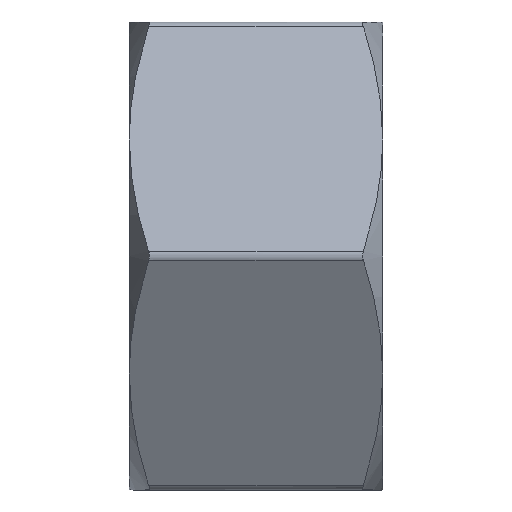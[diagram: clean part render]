
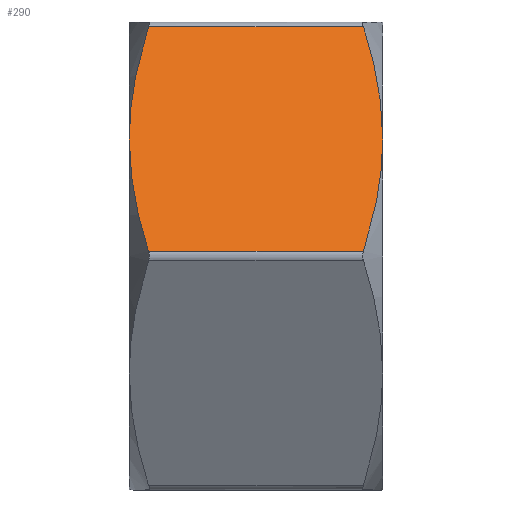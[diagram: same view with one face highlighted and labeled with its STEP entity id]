
A CAD part, left-side view. The second image highlights one B-rep face of the part: STEP entity #290.
In plain terms, the highlighted planar face has unit normal (-0.866, 0, 0.5).
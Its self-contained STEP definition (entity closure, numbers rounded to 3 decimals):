
#49 = DIRECTION ( 'NONE',  ( -0.5, 0., -0.866 ) ) ;
#134 = VERTEX_POINT ( 'NONE', #13935 ) ;
#290 = ADVANCED_FACE ( 'NONE', ( #16281 ), #14308, .F. ) ;
#462 = CARTESIAN_POINT ( 'NONE',  ( -12.621, -6.063, 2.139 ) ) ;
#521 = CARTESIAN_POINT ( 'NONE',  ( -9.269, 6.406, 7.946 ) ) ;
#799 = LINE ( 'NONE', #12406, #8324 ) ;
#1264 = CARTESIAN_POINT ( 'NONE',  ( -10.111, -6.5, 6.488 ) ) ;
#1935 = EDGE_CURVE ( 'NONE', #13882, #134, #10564, .T. ) ;
#1972 = CARTESIAN_POINT ( 'NONE',  ( -12.624, 6.062, 2.135 ) ) ;
#2056 = CARTESIAN_POINT ( 'NONE',  ( -7.073, -5.51, 11.75 ) ) ;
#2120 = CARTESIAN_POINT ( 'NONE',  ( -7.073, -5.51, 11.75 ) ) ;
#2162 = CARTESIAN_POINT ( 'NONE',  ( -13.712, 6.5, 0.25 ) ) ;
#2304 = ORIENTED_EDGE ( 'NONE', *, *, #1935, .T. ) ;
#2524 = CARTESIAN_POINT ( 'NONE',  ( -8.99, -6.32, 8.428 ) ) ;
#3002 = CARTESIAN_POINT ( 'NONE',  ( -10.957, -6.5, 5.021 ) ) ;
#3261 = CARTESIAN_POINT ( 'NONE',  ( -10.957, 6.477, 5.023 ) ) ;
#3589 = VERTEX_POINT ( 'NONE', #6181 ) ;
#3691 = B_SPLINE_CURVE_WITH_KNOTS ( 'NONE', 3,
 ( #9549, #5794, #3261, #8381, #5735, #1972, #4539, #15738 ),
 .UNSPECIFIED., .F., .F.,
 ( 4, 2, 2, 4 ),
 ( 0.007, 0.009, 0.01, 0.014 ),
 .UNSPECIFIED. ) ;
#4052 = CARTESIAN_POINT ( 'NONE',  ( -13.856, 6.5, 0. ) ) ;
#4539 = CARTESIAN_POINT ( 'NONE',  ( -13.17, 5.813, 1.189 ) ) ;
#4644 = EDGE_LOOP ( 'NONE', ( #12563, #2304, #14413, #11974, #13534, #9212 ) ) ;
#5455 = CARTESIAN_POINT ( 'NONE',  ( -9.827, 6.5, 6.979 ) ) ;
#5735 = CARTESIAN_POINT ( 'NONE',  ( -11.794, 6.32, 3.572 ) ) ;
#5794 = CARTESIAN_POINT ( 'NONE',  ( -10.674, 6.5, 5.512 ) ) ;
#5949 = CARTESIAN_POINT ( 'NONE',  ( -13.712, 5.51, 0.25 ) ) ;
#6181 = CARTESIAN_POINT ( 'NONE',  ( -10.392, 6.5, 6. ) ) ;
#6291 = CARTESIAN_POINT ( 'NONE',  ( -9.268, -6.387, 7.947 ) ) ;
#6480 = CARTESIAN_POINT ( 'NONE',  ( -7.073, 5.51, 11.75 ) ) ;
#7461 = EDGE_CURVE ( 'NONE', #16069, #15709, #799, .T. ) ;
#7593 = VERTEX_POINT ( 'NONE', #12665 ) ;
#7626 = EDGE_CURVE ( 'NONE', #134, #7593, #11116, .T. ) ;
#7756 = CARTESIAN_POINT ( 'NONE',  ( -7.616, 5.814, 10.809 ) ) ;
#7864 = CARTESIAN_POINT ( 'NONE',  ( -10.392, -6.5, 6. ) ) ;
#8033 = CARTESIAN_POINT ( 'NONE',  ( -13.712, -5.51, 0.25 ) ) ;
#8039 = CARTESIAN_POINT ( 'NONE',  ( -10.392, 6.5, 6. ) ) ;
#8324 = VECTOR ( 'NONE', #15113, 1000. ) ;
#8381 = CARTESIAN_POINT ( 'NONE',  ( -11.516, 6.387, 4.053 ) ) ;
#8428 = DIRECTION ( 'NONE',  ( 0., -1., 0. ) ) ;
#9026 = CARTESIAN_POINT ( 'NONE',  ( -8.163, 6.063, 9.861 ) ) ;
#9212 = ORIENTED_EDGE ( 'NONE', *, *, #11043, .T. ) ;
#9360 = EDGE_CURVE ( 'NONE', #7593, #16069, #16110, .T. ) ;
#9549 = CARTESIAN_POINT ( 'NONE',  ( -10.392, 6.5, 6. ) ) ;
#10043 = CARTESIAN_POINT ( 'NONE',  ( -7.615, -5.813, 10.811 ) ) ;
#10564 = LINE ( 'NONE', #2162, #16087 ) ;
#10590 = CARTESIAN_POINT ( 'NONE',  ( -11.516, -6.406, 4.054 ) ) ;
#10849 = DIRECTION ( 'NONE',  ( 0.866, 0., -0.5 ) ) ;
#11043 = EDGE_CURVE ( 'NONE', #15709, #3589, #11426, .T. ) ;
#11116 = B_SPLINE_CURVE_WITH_KNOTS ( 'NONE', 3,
 ( #8033, #15437, #462, #10590, #3002, #7864 ),
 .UNSPECIFIED., .F., .F.,
 ( 4, 2, 4 ),
 ( 0., 0.004, 0.007 ),
 .UNSPECIFIED. ) ;
#11386 = CARTESIAN_POINT ( 'NONE',  ( -8.161, -6.062, 9.865 ) ) ;
#11426 = B_SPLINE_CURVE_WITH_KNOTS ( 'NONE', 3,
 ( #6480, #7756, #9026, #521, #5455, #8039 ),
 .UNSPECIFIED., .F., .F.,
 ( 4, 2, 4 ),
 ( 0., 0.004, 0.007 ),
 .UNSPECIFIED. ) ;
#11974 = ORIENTED_EDGE ( 'NONE', *, *, #9360, .T. ) ;
#12406 = CARTESIAN_POINT ( 'NONE',  ( -7.073, 6.5, 11.75 ) ) ;
#12563 = ORIENTED_EDGE ( 'NONE', *, *, #12855, .T. ) ;
#12665 = CARTESIAN_POINT ( 'NONE',  ( -10.392, -6.5, 6. ) ) ;
#12855 = EDGE_CURVE ( 'NONE', #3589, #13882, #3691, .T. ) ;
#13234 = CARTESIAN_POINT ( 'NONE',  ( -7.073, 5.51, 11.75 ) ) ;
#13534 = ORIENTED_EDGE ( 'NONE', *, *, #7461, .T. ) ;
#13868 = CARTESIAN_POINT ( 'NONE',  ( -9.828, -6.477, 6.977 ) ) ;
#13882 = VERTEX_POINT ( 'NONE', #5949 ) ;
#13926 = CARTESIAN_POINT ( 'NONE',  ( -10.392, -6.5, 6. ) ) ;
#13935 = CARTESIAN_POINT ( 'NONE',  ( -13.712, -5.51, 0.25 ) ) ;
#14226 = AXIS2_PLACEMENT_3D ( 'NONE', #4052, #10849, #49 ) ;
#14308 = PLANE ( 'NONE',  #14226 ) ;
#14413 = ORIENTED_EDGE ( 'NONE', *, *, #7626, .T. ) ;
#15113 = DIRECTION ( 'NONE',  ( 0., 1., 0. ) ) ;
#15437 = CARTESIAN_POINT ( 'NONE',  ( -13.169, -5.814, 1.191 ) ) ;
#15709 = VERTEX_POINT ( 'NONE', #13234 ) ;
#15738 = CARTESIAN_POINT ( 'NONE',  ( -13.712, 5.51, 0.25 ) ) ;
#16069 = VERTEX_POINT ( 'NONE', #2056 ) ;
#16087 = VECTOR ( 'NONE', #8428, 1000. ) ;
#16110 = B_SPLINE_CURVE_WITH_KNOTS ( 'NONE', 3,
 ( #13926, #1264, #13868, #6291, #2524, #11386, #10043, #2120 ),
 .UNSPECIFIED., .F., .F.,
 ( 4, 2, 2, 4 ),
 ( 0.007, 0.009, 0.01, 0.014 ),
 .UNSPECIFIED. ) ;
#16281 = FACE_OUTER_BOUND ( 'NONE', #4644, .T. ) ;
